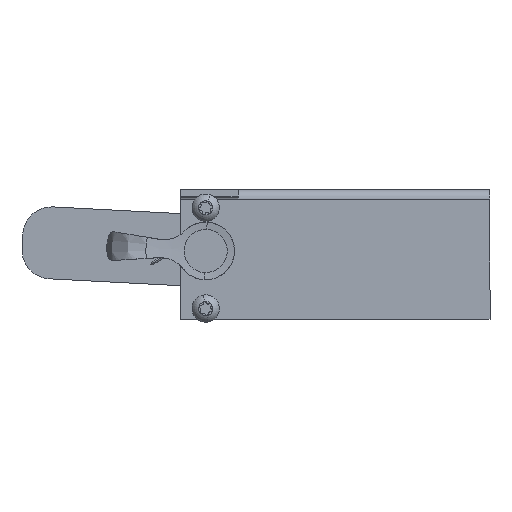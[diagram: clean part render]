
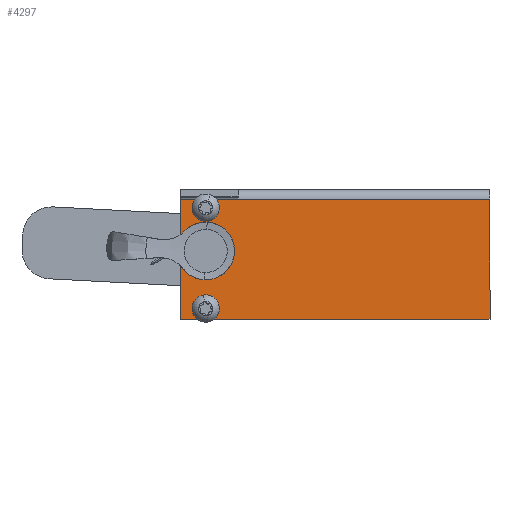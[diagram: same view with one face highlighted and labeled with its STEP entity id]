
A CAD part, left-side view. The second image highlights one B-rep face of the part: STEP entity #4297.
In plain terms, the highlighted face is planar.
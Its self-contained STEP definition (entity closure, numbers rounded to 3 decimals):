
#9 = VECTOR ( 'NONE', #4887, 1000. ) ;
#31 = CARTESIAN_POINT ( 'NONE',  ( 35., 5., 25. ) ) ;
#45 = VERTEX_POINT ( 'NONE', #2194 ) ;
#67 = ORIENTED_EDGE ( 'NONE', *, *, #3088, .F. ) ;
#154 = AXIS2_PLACEMENT_3D ( 'NONE', #6608, #5509, #5751 ) ;
#183 = CARTESIAN_POINT ( 'NONE',  ( 37.025, 5., 25. ) ) ;
#395 = CARTESIAN_POINT ( 'NONE',  ( -44., 36., 25. ) ) ;
#448 = EDGE_LOOP ( 'NONE', ( #3581, #1309 ) ) ;
#568 = LINE ( 'NONE', #660, #5745 ) ;
#570 = CARTESIAN_POINT ( 'NONE',  ( 37.025, 33., 25. ) ) ;
#611 = CARTESIAN_POINT ( 'NONE',  ( 32.975, 33., 25. ) ) ;
#614 = VERTEX_POINT ( 'NONE', #6367 ) ;
#656 = DIRECTION ( 'NONE',  ( 0., 0., 1. ) ) ;
#660 = CARTESIAN_POINT ( 'NONE',  ( 42., 0., 25. ) ) ;
#685 = EDGE_CURVE ( 'NONE', #2630, #5481, #807, .T. ) ;
#730 = EDGE_CURVE ( 'NONE', #5481, #2356, #6906, .T. ) ;
#751 = CIRCLE ( 'NONE', #1099, 2.025 ) ;
#807 = LINE ( 'NONE', #1556, #4344 ) ;
#815 = ORIENTED_EDGE ( 'NONE', *, *, #4722, .F. ) ;
#845 = FACE_BOUND ( 'NONE', #448, .T. ) ;
#885 = ORIENTED_EDGE ( 'NONE', *, *, #7312, .F. ) ;
#936 = EDGE_LOOP ( 'NONE', ( #4280, #885 ) ) ;
#1081 = DIRECTION ( 'NONE',  ( 1., 0., 0. ) ) ;
#1099 = AXIS2_PLACEMENT_3D ( 'NONE', #3674, #4824, #4267 ) ;
#1166 = CIRCLE ( 'NONE', #3759, 2.025 ) ;
#1200 = VERTEX_POINT ( 'NONE', #183 ) ;
#1309 = ORIENTED_EDGE ( 'NONE', *, *, #2337, .F. ) ;
#1538 = VERTEX_POINT ( 'NONE', #611 ) ;
#1556 = CARTESIAN_POINT ( 'NONE',  ( -44., 2.737, 25. ) ) ;
#1593 = CIRCLE ( 'NONE', #154, 5.05 ) ;
#1645 = CARTESIAN_POINT ( 'NONE',  ( 40.05, 17., 25. ) ) ;
#1707 = EDGE_CURVE ( 'NONE', #2109, #1538, #1166, .T. ) ;
#1800 = DIRECTION ( 'NONE',  ( 0., 0., 1. ) ) ;
#2102 = DIRECTION ( 'NONE',  ( 1., 0., 0. ) ) ;
#2109 = VERTEX_POINT ( 'NONE', #570 ) ;
#2152 = CARTESIAN_POINT ( 'NONE',  ( 26., 2.737, 25. ) ) ;
#2181 = DIRECTION ( 'NONE',  ( 0., 0., 1. ) ) ;
#2194 = CARTESIAN_POINT ( 'NONE',  ( 32.975, 5., 25. ) ) ;
#2197 = VECTOR ( 'NONE', #3923, 1000. ) ;
#2337 = EDGE_CURVE ( 'NONE', #614, #5858, #5602, .T. ) ;
#2356 = VERTEX_POINT ( 'NONE', #7239 ) ;
#2532 = DIRECTION ( 'NONE',  ( 1., 0., 0. ) ) ;
#2630 = VERTEX_POINT ( 'NONE', #4565 ) ;
#2704 = AXIS2_PLACEMENT_3D ( 'NONE', #31, #1800, #4175 ) ;
#2796 = FACE_OUTER_BOUND ( 'NONE', #6751, .T. ) ;
#2938 = VERTEX_POINT ( 'NONE', #395 ) ;
#3024 = CARTESIAN_POINT ( 'NONE',  ( 35., 5., 25. ) ) ;
#3075 = DIRECTION ( 'NONE',  ( 1., 0., 0. ) ) ;
#3088 = EDGE_CURVE ( 'NONE', #45, #1200, #4480, .T. ) ;
#3123 = AXIS2_PLACEMENT_3D ( 'NONE', #3024, #656, #3075 ) ;
#3366 = EDGE_LOOP ( 'NONE', ( #4756, #67 ) ) ;
#3420 = LINE ( 'NONE', #4301, #4441 ) ;
#3558 = AXIS2_PLACEMENT_3D ( 'NONE', #4893, #6070, #2532 ) ;
#3581 = ORIENTED_EDGE ( 'NONE', *, *, #7051, .F. ) ;
#3658 = CARTESIAN_POINT ( 'NONE',  ( 35., 33., 25. ) ) ;
#3674 = CARTESIAN_POINT ( 'NONE',  ( 35., 33., 25. ) ) ;
#3759 = AXIS2_PLACEMENT_3D ( 'NONE', #3658, #5252, #1081 ) ;
#3923 = DIRECTION ( 'NONE',  ( 1., 0., 0. ) ) ;
#4070 = EDGE_CURVE ( 'NONE', #6590, #2356, #568, .T. ) ;
#4105 = FACE_BOUND ( 'NONE', #936, .T. ) ;
#4175 = DIRECTION ( 'NONE',  ( 1., 0., 0. ) ) ;
#4267 = DIRECTION ( 'NONE',  ( 1., 0., 0. ) ) ;
#4280 = ORIENTED_EDGE ( 'NONE', *, *, #1707, .F. ) ;
#4297 = ADVANCED_FACE ( 'NONE', ( #845, #5668, #4105, #2796 ), #4572, .T. ) ;
#4301 = CARTESIAN_POINT ( 'NONE',  ( -44., 0., 25. ) ) ;
#4344 = VECTOR ( 'NONE', #2102, 1000. ) ;
#4365 = CARTESIAN_POINT ( 'NONE',  ( 42., 36., 25. ) ) ;
#4441 = VECTOR ( 'NONE', #4519, 1000. ) ;
#4480 = CIRCLE ( 'NONE', #2704, 2.025 ) ;
#4519 = DIRECTION ( 'NONE',  ( 0., -1., 0. ) ) ;
#4538 = ORIENTED_EDGE ( 'NONE', *, *, #685, .T. ) ;
#4565 = CARTESIAN_POINT ( 'NONE',  ( -44., 2.737, 25. ) ) ;
#4572 = PLANE ( 'NONE',  #5787 ) ;
#4722 = EDGE_CURVE ( 'NONE', #2938, #6590, #7013, .T. ) ;
#4756 = ORIENTED_EDGE ( 'NONE', *, *, #5243, .F. ) ;
#4808 = DIRECTION ( 'NONE',  ( 0., -1., 0. ) ) ;
#4823 = ORIENTED_EDGE ( 'NONE', *, *, #5540, .T. ) ;
#4824 = DIRECTION ( 'NONE',  ( 0., 0., 1. ) ) ;
#4887 = DIRECTION ( 'NONE',  ( 1., 0., 0. ) ) ;
#4893 = CARTESIAN_POINT ( 'NONE',  ( 35., 17., 25. ) ) ;
#5072 = CARTESIAN_POINT ( 'NONE',  ( -44., 0., 25. ) ) ;
#5166 = ORIENTED_EDGE ( 'NONE', *, *, #730, .T. ) ;
#5243 = EDGE_CURVE ( 'NONE', #1200, #45, #6375, .T. ) ;
#5252 = DIRECTION ( 'NONE',  ( 0., 0., 1. ) ) ;
#5481 = VERTEX_POINT ( 'NONE', #5535 ) ;
#5509 = DIRECTION ( 'NONE',  ( 0., 0., 1. ) ) ;
#5535 = CARTESIAN_POINT ( 'NONE',  ( 26., 2.737, 25. ) ) ;
#5540 = EDGE_CURVE ( 'NONE', #2938, #2630, #3420, .T. ) ;
#5602 = CIRCLE ( 'NONE', #3558, 5.05 ) ;
#5668 = FACE_BOUND ( 'NONE', #3366, .T. ) ;
#5745 = VECTOR ( 'NONE', #4808, 1000. ) ;
#5751 = DIRECTION ( 'NONE',  ( 1., 0., 0. ) ) ;
#5787 = AXIS2_PLACEMENT_3D ( 'NONE', #5072, #2181, #6311 ) ;
#5858 = VERTEX_POINT ( 'NONE', #1645 ) ;
#6070 = DIRECTION ( 'NONE',  ( 0., 0., 1. ) ) ;
#6084 = CARTESIAN_POINT ( 'NONE',  ( -44., 36., 25. ) ) ;
#6311 = DIRECTION ( 'NONE',  ( 1., 0., 0. ) ) ;
#6367 = CARTESIAN_POINT ( 'NONE',  ( 29.95, 17., 25. ) ) ;
#6375 = CIRCLE ( 'NONE', #3123, 2.025 ) ;
#6590 = VERTEX_POINT ( 'NONE', #4365 ) ;
#6608 = CARTESIAN_POINT ( 'NONE',  ( 35., 17., 25. ) ) ;
#6751 = EDGE_LOOP ( 'NONE', ( #5166, #7489, #815, #4823, #4538 ) ) ;
#6906 = LINE ( 'NONE', #2152, #2197 ) ;
#7013 = LINE ( 'NONE', #6084, #9 ) ;
#7051 = EDGE_CURVE ( 'NONE', #5858, #614, #1593, .T. ) ;
#7239 = CARTESIAN_POINT ( 'NONE',  ( 42., 2.737, 25. ) ) ;
#7312 = EDGE_CURVE ( 'NONE', #1538, #2109, #751, .T. ) ;
#7489 = ORIENTED_EDGE ( 'NONE', *, *, #4070, .F. ) ;
